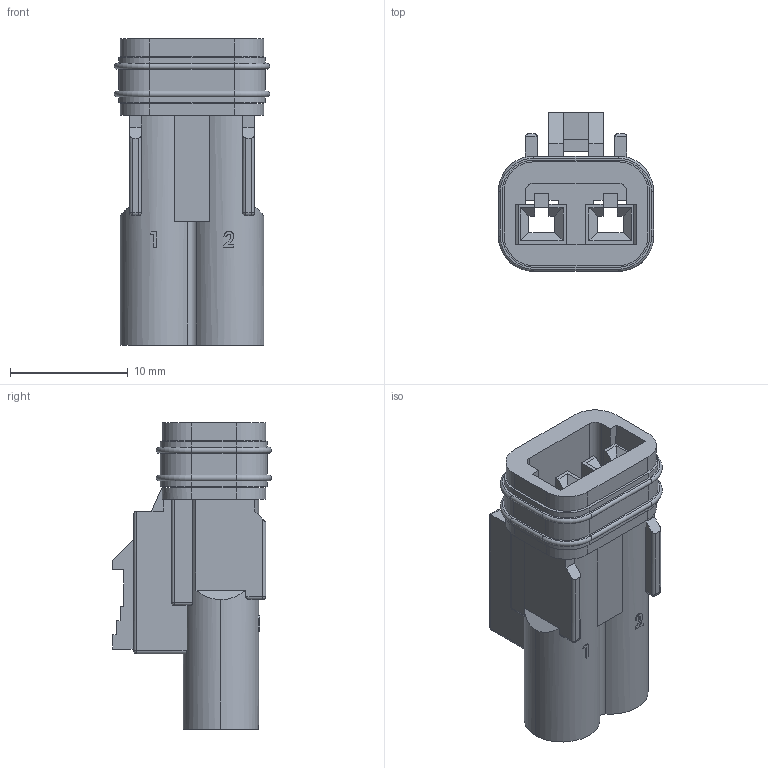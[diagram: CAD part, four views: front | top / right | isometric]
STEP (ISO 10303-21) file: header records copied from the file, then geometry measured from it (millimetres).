
FILE_DESCRIPTION (( 'STEP AP214' ), '1' );
FILE_NAME ('570-002-000-200.STEP', '2020-07-30T14:35:45', ( '' ), ( '' ), 'SwSTEP 2.0', 'SolidWorks 2020', '' );
FILE_SCHEMA (( 'AUTOMOTIVE_DESIGN' ));
Length unit declared in the file: millimetre
Products named in the file (3): 570-002-000-200; 570-002-000-200_Housing; 570-002-000-200_Rubber
Assembly tree (2 placements, depth 2):
  570-002-000-200
    570-002-000-200_Housing
    570-002-000-200_Rubber
Bounding box: 13.18 x 13.49 x 26 mm (x, y, z)
Volume: 1288 mm3; surface area: 2893.7 mm2
Topology: 2 solids, 2 shells, 360 faces, 974 edges, 617 vertices
Faces by surface type: plane 222, cylinder 98, torus 24, sphere 10, bspline 6
Entity records: 11585 total; most frequent: CARTESIAN_POINT 2420, ORIENTED_EDGE 1928, DIRECTION 1875, EDGE_CURVE 964, VECTOR 667, LINE 667, VERTEX_POINT 617, AXIS2_PLACEMENT_3D 604
